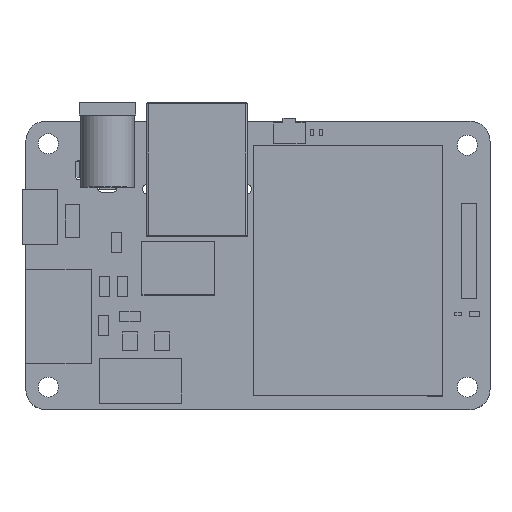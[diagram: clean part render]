
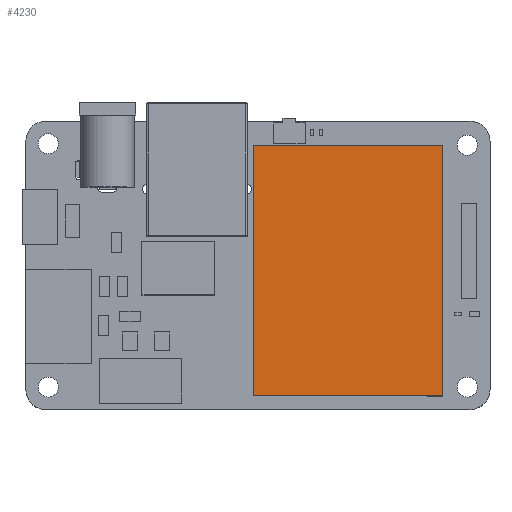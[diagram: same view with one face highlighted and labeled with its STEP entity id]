
A CAD part, top view. The second image highlights one B-rep face of the part: STEP entity #4230.
In plain terms, the highlighted planar face has unit normal (0, 0, 1).
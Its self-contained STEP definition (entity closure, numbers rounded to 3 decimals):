
#4005 = VERTEX_POINT('',#4006);
#4006 = CARTESIAN_POINT('',(36.206,2.185,
    9.3));
#4021 = VERTEX_POINT('',#4022);
#4022 = CARTESIAN_POINT('',(36.206,42.185,
    9.3));
#4028 = EDGE_CURVE('',#4021,#4005,#4029,.T.);
#4029 = LINE('',#4030,#4031);
#4030 = CARTESIAN_POINT('',(36.206,42.185,
    9.3));
#4031 = VECTOR('',#4032,1.);
#4032 = DIRECTION('',(0.,-1.,0.));
#4052 = VERTEX_POINT('',#4053);
#4053 = CARTESIAN_POINT('',(36.206,42.185,
    9.3));
#4059 = EDGE_CURVE('',#4052,#4021,#4060,.T.);
#4060 = LINE('',#4061,#4062);
#4061 = CARTESIAN_POINT('',(36.206,42.185,
    9.3));
#4062 = VECTOR('',#4063,1.);
#4063 = DIRECTION('',(-0.707,0.707,0.));
#4076 = VERTEX_POINT('',#4077);
#4077 = CARTESIAN_POINT('',(36.206,42.185,
    9.3));
#4083 = EDGE_CURVE('',#4076,#4052,#4084,.T.);
#4084 = LINE('',#4085,#4086);
#4085 = CARTESIAN_POINT('',(36.206,42.185,
    9.3));
#4086 = VECTOR('',#4087,1.);
#4087 = DIRECTION('',(-0.707,-0.707,0.));
#4107 = VERTEX_POINT('',#4108);
#4108 = CARTESIAN_POINT('',(66.406,42.185,
    9.3));
#4114 = EDGE_CURVE('',#4107,#4076,#4115,.T.);
#4115 = LINE('',#4116,#4117);
#4116 = CARTESIAN_POINT('',(66.406,42.185,
    9.3));
#4117 = VECTOR('',#4118,1.);
#4118 = DIRECTION('',(-1.,0.,0.));
#4138 = VERTEX_POINT('',#4139);
#4139 = CARTESIAN_POINT('',(66.406,42.185,
    9.3));
#4145 = EDGE_CURVE('',#4138,#4107,#4146,.T.);
#4146 = LINE('',#4147,#4148);
#4147 = CARTESIAN_POINT('',(66.406,42.185,
    9.3));
#4148 = VECTOR('',#4149,1.);
#4149 = DIRECTION('',(-0.707,0.707,0.));
#4169 = VERTEX_POINT('',#4170);
#4170 = CARTESIAN_POINT('',(66.406,2.185,
    9.3));
#4176 = EDGE_CURVE('',#4169,#4138,#4177,.T.);
#4177 = LINE('',#4178,#4179);
#4178 = CARTESIAN_POINT('',(66.406,2.185,
    9.3));
#4179 = VECTOR('',#4180,1.);
#4180 = DIRECTION('',(0.,1.,0.));
#4198 = EDGE_CURVE('',#4005,#4169,#4199,.T.);
#4199 = LINE('',#4200,#4201);
#4200 = CARTESIAN_POINT('',(36.206,2.185,
    9.3));
#4201 = VECTOR('',#4202,1.);
#4202 = DIRECTION('',(1.,0.,0.));
#4230 = ADVANCED_FACE('',(#4231),#4240,.F.);
#4231 = FACE_BOUND('',#4232,.F.);
#4232 = EDGE_LOOP('',(#4233,#4234,#4235,#4236,#4237,#4238,#4239));
#4233 = ORIENTED_EDGE('',*,*,#4028,.F.);
#4234 = ORIENTED_EDGE('',*,*,#4059,.F.);
#4235 = ORIENTED_EDGE('',*,*,#4083,.F.);
#4236 = ORIENTED_EDGE('',*,*,#4114,.F.);
#4237 = ORIENTED_EDGE('',*,*,#4145,.F.);
#4238 = ORIENTED_EDGE('',*,*,#4176,.F.);
#4239 = ORIENTED_EDGE('',*,*,#4198,.F.);
#4240 = PLANE('',#4241);
#4241 = AXIS2_PLACEMENT_3D('',#4242,#4243,#4244);
#4242 = CARTESIAN_POINT('',(36.206,2.185,
    9.3));
#4243 = DIRECTION('',(0.,0.,-1.));
#4244 = DIRECTION('',(-1.,0.,0.));
